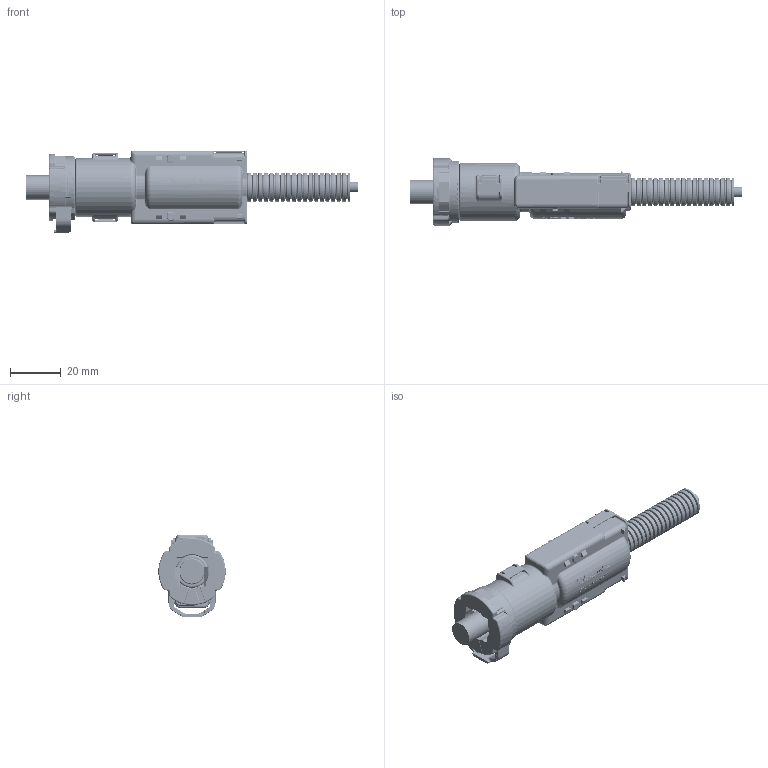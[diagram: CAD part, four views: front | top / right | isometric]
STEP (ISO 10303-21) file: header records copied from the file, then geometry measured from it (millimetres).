
FILE_DESCRIPTION(('CATIA V5 STEP','CAx-IF Rec.Pracs.--- Model Styling and Organization---1.4--- 2014-01-23'),'2;1');
FILE_NAME('Download-SV241NSL_GKU_3-8_Zoll_ 4x1_heated.stp','2019-07-12T12:30:12+00:00',('none'),('none'),'CATIA Version 5-6 Release 2016 SP3 HF59','CATIA V5 STEP AP214 Edition 3','none');
FILE_SCHEMA(('AUTOMOTIVE_DESIGN { 1 0 10303 214 3 1 1 1 }'));
Products named in the file (1): Download-SV241NSL_GKU_3-8_Zoll_ 4x1_heated
Bounding box: 130.58 x 26.5 x 32.6 mm (x, y, z)
Volume: 22243.4 mm3; surface area: 32359.6 mm2
Topology: 7 solids, 9 shells, 9537 faces, 24902 edges, 15125 vertices
Faces by surface type: plane 4269, cylinder 2219, torus 1309, bspline 1218, cone 326, sphere 152, extrusion 44
Entity records: 359269 total; most frequent: CARTESIAN_POINT 153822, ORIENTED_EDGE 49150, DIRECTION 30939, EDGE_CURVE 24575, VERTEX_POINT 15119, AXIS2_PLACEMENT_3D 12692, VECTOR 11245, LINE 11201
